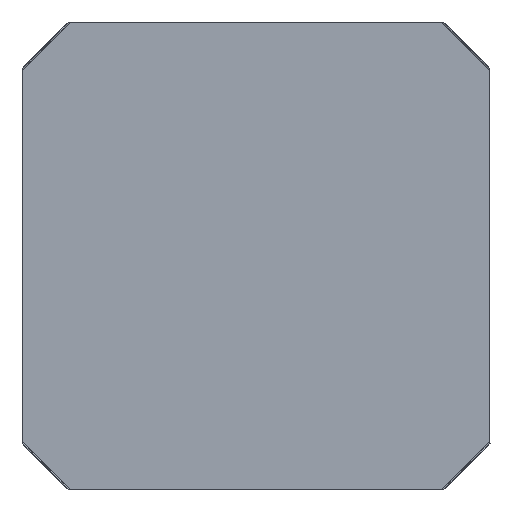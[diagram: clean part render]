
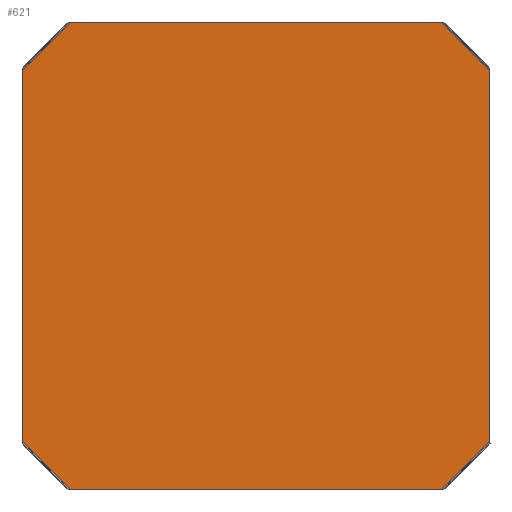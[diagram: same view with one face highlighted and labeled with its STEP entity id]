
A CAD part, front view. The second image highlights one B-rep face of the part: STEP entity #621.
In plain terms, the highlighted planar face has unit normal (0, -1, 0).
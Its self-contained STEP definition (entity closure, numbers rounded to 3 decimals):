
#32 = EDGE_CURVE ( 'NONE', #582, #438, #1262, .T. ) ;
#116 = ORIENTED_EDGE ( 'NONE', *, *, #817, .F. ) ;
#120 = ORIENTED_EDGE ( 'NONE', *, *, #1271, .T. ) ;
#141 = CARTESIAN_POINT ( 'NONE',  ( 250., -0.7, 198.643 ) ) ;
#167 = LINE ( 'NONE', #452, #476 ) ;
#174 = ORIENTED_EDGE ( 'NONE', *, *, #471, .F. ) ;
#181 = LINE ( 'NONE', #437, #481 ) ;
#209 = CARTESIAN_POINT ( 'NONE',  ( 224.321, -0.7, 224.321 ) ) ;
#215 = VERTEX_POINT ( 'NONE', #141 ) ;
#239 = EDGE_CURVE ( 'NONE', #438, #1217, #1154, .T. ) ;
#266 = CARTESIAN_POINT ( 'NONE',  ( 250., -0.7, -217. ) ) ;
#271 = ORIENTED_EDGE ( 'NONE', *, *, #1113, .T. ) ;
#273 = EDGE_CURVE ( 'NONE', #867, #582, #1182, .T. ) ;
#392 = VERTEX_POINT ( 'NONE', #1057 ) ;
#413 = FACE_OUTER_BOUND ( 'NONE', #964, .T. ) ;
#415 = DIRECTION ( 'NONE',  ( -0.707, 0., -0.707 ) ) ;
#437 = CARTESIAN_POINT ( 'NONE',  ( -224.321, -0.7, 224.321 ) ) ;
#438 = VERTEX_POINT ( 'NONE', #957 ) ;
#447 = VECTOR ( 'NONE', #882, 1000. ) ;
#452 = CARTESIAN_POINT ( 'NONE',  ( -217., -0.7, 250. ) ) ;
#453 = DIRECTION ( 'NONE',  ( 1., 0., 0. ) ) ;
#455 = CARTESIAN_POINT ( 'NONE',  ( 250., -0.7, -198.643 ) ) ;
#471 = EDGE_CURVE ( 'NONE', #1217, #1103, #559, .T. ) ;
#476 = VECTOR ( 'NONE', #453, 1000. ) ;
#481 = VECTOR ( 'NONE', #415, 1000. ) ;
#555 = CARTESIAN_POINT ( 'NONE',  ( -198.643, -0.7, 250. ) ) ;
#559 = LINE ( 'NONE', #888, #447 ) ;
#571 = DIRECTION ( 'NONE',  ( -0.707, 0., 0.707 ) ) ;
#582 = VERTEX_POINT ( 'NONE', #761 ) ;
#594 = DIRECTION ( 'NONE',  ( -1., 0., 0. ) ) ;
#621 = ADVANCED_FACE ( 'NONE', ( #413 ), #700, .F. ) ;
#645 = LINE ( 'NONE', #266, #1293 ) ;
#677 = DIRECTION ( 'NONE',  ( 0., 0., -1. ) ) ;
#698 = DIRECTION ( 'NONE',  ( 0., 0., 1. ) ) ;
#700 = PLANE ( 'NONE',  #1009 ) ;
#704 = CARTESIAN_POINT ( 'NONE',  ( 0., -0.7, 0. ) ) ;
#723 = DIRECTION ( 'NONE',  ( 0., 1., 0. ) ) ;
#736 = VERTEX_POINT ( 'NONE', #555 ) ;
#761 = CARTESIAN_POINT ( 'NONE',  ( 198.643, -0.7, -250. ) ) ;
#817 = EDGE_CURVE ( 'NONE', #736, #392, #167, .T. ) ;
#822 = LINE ( 'NONE', #209, #952 ) ;
#867 = VERTEX_POINT ( 'NONE', #455 ) ;
#882 = DIRECTION ( 'NONE',  ( 0., 0., 1. ) ) ;
#888 = CARTESIAN_POINT ( 'NONE',  ( -250., -0.7, -217. ) ) ;
#944 = CARTESIAN_POINT ( 'NONE',  ( -217., -0.7, -250. ) ) ;
#948 = VECTOR ( 'NONE', #594, 1000. ) ;
#952 = VECTOR ( 'NONE', #571, 1000. ) ;
#957 = CARTESIAN_POINT ( 'NONE',  ( -198.643, -0.7, -250. ) ) ;
#964 = EDGE_LOOP ( 'NONE', ( #116, #271, #174, #993, #1205, #1220, #1232, #120 ) ) ;
#993 = ORIENTED_EDGE ( 'NONE', *, *, #239, .F. ) ;
#1009 = AXIS2_PLACEMENT_3D ( 'NONE', #704, #723, #698 ) ;
#1057 = CARTESIAN_POINT ( 'NONE',  ( 198.643, -0.7, 250. ) ) ;
#1103 = VERTEX_POINT ( 'NONE', #1156 ) ;
#1106 = VECTOR ( 'NONE', #1215, 1000. ) ;
#1113 = EDGE_CURVE ( 'NONE', #736, #1103, #181, .T. ) ;
#1154 = LINE ( 'NONE', #1209, #1273 ) ;
#1156 = CARTESIAN_POINT ( 'NONE',  ( -250., -0.7, 198.643 ) ) ;
#1182 = LINE ( 'NONE', #1211, #1106 ) ;
#1195 = DIRECTION ( 'NONE',  ( -0.707, 0., 0.707 ) ) ;
#1205 = ORIENTED_EDGE ( 'NONE', *, *, #32, .F. ) ;
#1209 = CARTESIAN_POINT ( 'NONE',  ( -224.321, -0.7, -224.321 ) ) ;
#1211 = CARTESIAN_POINT ( 'NONE',  ( 224.321, -0.7, -224.321 ) ) ;
#1214 = CARTESIAN_POINT ( 'NONE',  ( -250., -0.7, -198.643 ) ) ;
#1215 = DIRECTION ( 'NONE',  ( -0.707, 0., -0.707 ) ) ;
#1217 = VERTEX_POINT ( 'NONE', #1214 ) ;
#1220 = ORIENTED_EDGE ( 'NONE', *, *, #273, .F. ) ;
#1232 = ORIENTED_EDGE ( 'NONE', *, *, #1286, .F. ) ;
#1262 = LINE ( 'NONE', #944, #948 ) ;
#1271 = EDGE_CURVE ( 'NONE', #215, #392, #822, .T. ) ;
#1273 = VECTOR ( 'NONE', #1195, 1000. ) ;
#1286 = EDGE_CURVE ( 'NONE', #215, #867, #645, .T. ) ;
#1293 = VECTOR ( 'NONE', #677, 1000. ) ;
